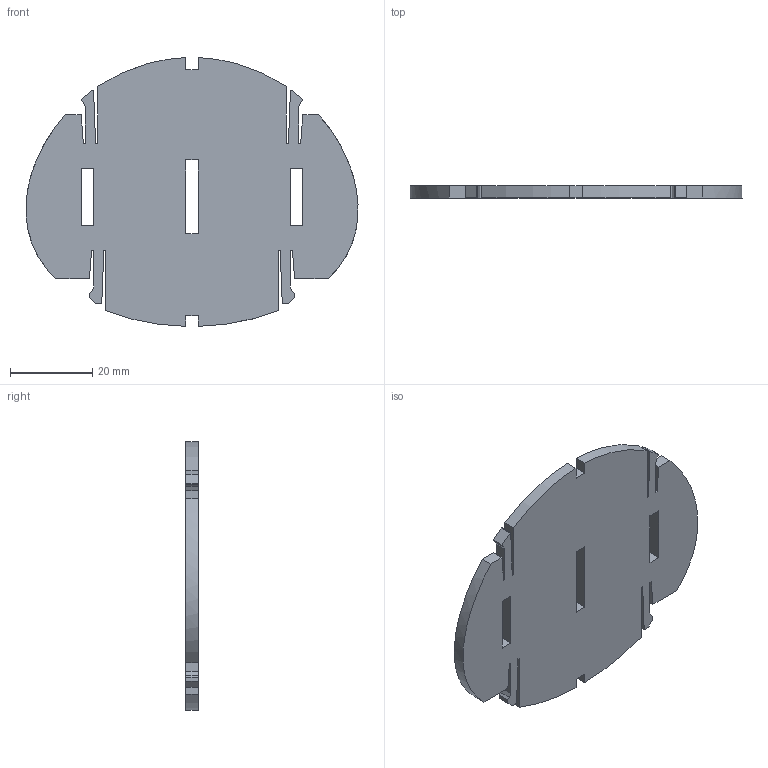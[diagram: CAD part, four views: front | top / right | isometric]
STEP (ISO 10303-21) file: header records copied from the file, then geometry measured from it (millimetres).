
FILE_DESCRIPTION (( 'STEP AP203' ), '1' );
FILE_NAME ('frame-1-4.step', '2015-02-17T13:08:09', ( 'Cesar' ), ( '' ), 'SwSTEP 2.0', 'SolidWorks 2013', '' );
FILE_SCHEMA (( 'CONFIG_CONTROL_DESIGN' ));
Length unit declared in the file: millimetre
Products named in the file (1): frame-1-4
Bounding box: 80.95 x 3 x 65.54 mm (x, y, z)
Volume: 11558.9 mm3; surface area: 9289.3 mm2
Topology: 1 solids, 1 shells, 74 faces, 216 edges, 144 vertices
Faces by surface type: plane 66, bspline 8
Entity records: 3060 total; most frequent: CARTESIAN_POINT 1062, ORIENTED_EDGE 432, DIRECTION 334, EDGE_CURVE 216, VECTOR 200, LINE 200, VERTEX_POINT 144, EDGE_LOOP 80
